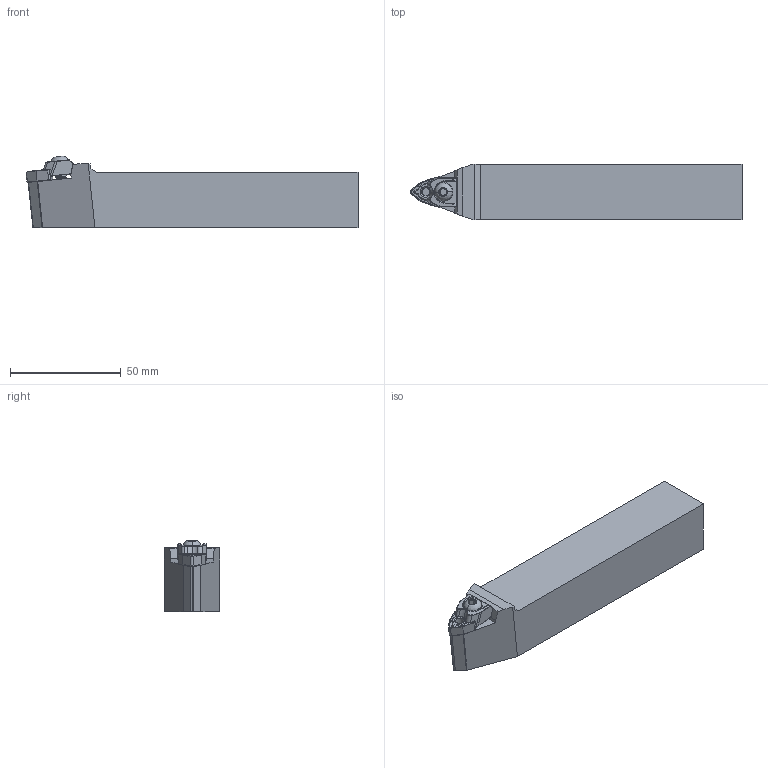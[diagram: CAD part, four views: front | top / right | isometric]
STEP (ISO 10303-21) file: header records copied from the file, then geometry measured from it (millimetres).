
FILE_DESCRIPTION (( 'STEP AP214' ), '1' );
FILE_NAME ('MWMNN-2525-M06.STP', '2023-11-30T08:27:52', ( '' ), ( '' ), 'SwSTEP 2.0', 'SolidWorks 2018', '' );
FILE_SCHEMA (( 'AUTOMOTIVE_DESIGN' ));
Length unit declared in the file: millimetre
Products named in the file (1): MWMNN-2525-M06
Bounding box: 149.56 x 25 x 32.22 mm (x, y, z)
Volume: 86322.8 mm3; surface area: 16047.2 mm2
Topology: 2 solids, 2 shells, 217 faces, 560 edges, 354 vertices
Faces by surface type: plane 98, cone 49, cylinder 38, bspline 27, torus 5
Entity records: 11399 total; most frequent: CARTESIAN_POINT 3948, ORIENTED_EDGE 1116, DIRECTION 941, EDGE_CURVE 558, VERTEX_POINT 354, AXIS2_PLACEMENT_3D 319, LINE 303, VECTOR 303
